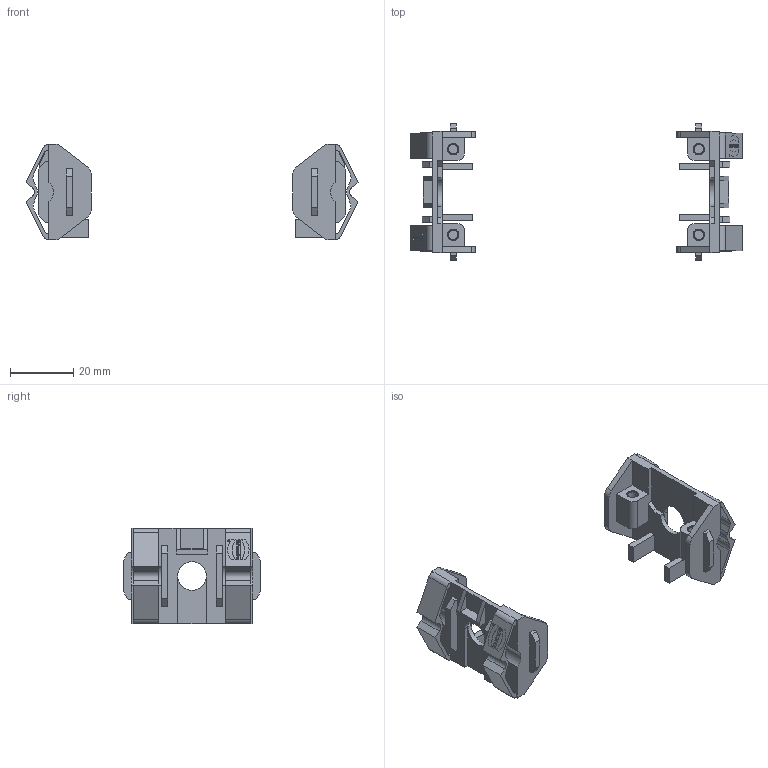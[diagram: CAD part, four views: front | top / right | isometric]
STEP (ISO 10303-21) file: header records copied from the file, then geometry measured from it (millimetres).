
FILE_DESCRIPTION(/* description */ (''),/* implementation_level */ '2;1');
FILE_NAME(/* name */ '100094768ugm000_c.stp',/* time_stamp */ '2018-03-22T13:19:14+01:00',/* author */ (''),/* organization */ (''),/* preprocessor_version */ 'ST-DEVELOPER v16',/* originating_system */ 'SIEMENS PLM Software NX 10.0',/* authorisation */ '');
FILE_SCHEMA (('AUTOMOTIVE_DESIGN { 1 0 10303 214 3 1 1 1 }'));
Length unit declared in the file: millimetre
Products named in the file (1): 100094768ugm000_c
Bounding box: 104.76 x 43.2 x 30 mm (x, y, z)
Volume: 11445.2 mm3; surface area: 11979.3 mm2
Topology: 2 solids, 2 shells, 480 faces, 1276 edges, 840 vertices
Faces by surface type: plane 388, cylinder 76, extrusion 12, cone 4
Full cylindrical faces by diameter (mm): 0.47 x2, 0.689 x2, 3 x4, 3.25 x4, 3.4 x4
Entity records: 16825 total; most frequent: CARTESIAN_POINT 3509, ORIENTED_EDGE 2484, DIRECTION 2322, EDGE_CURVE 1242, VECTOR 1072, LINE 1060, VERTEX_POINT 824, AXIS2_PLACEMENT_3D 625
